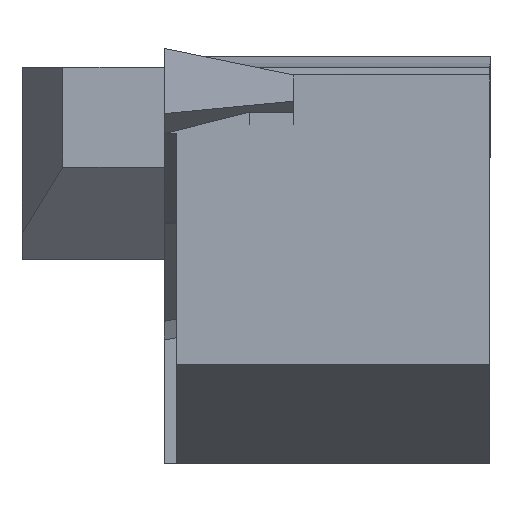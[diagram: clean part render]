
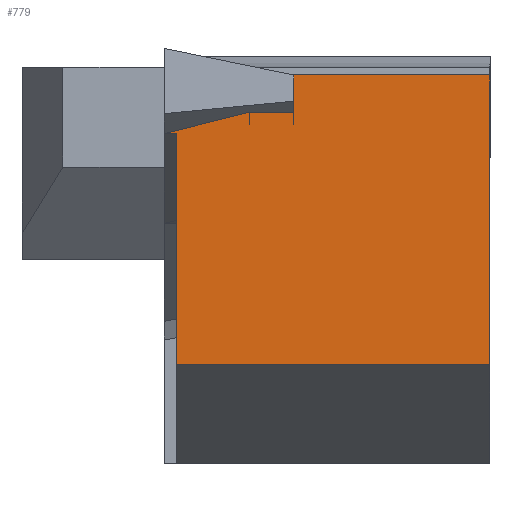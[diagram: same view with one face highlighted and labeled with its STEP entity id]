
A CAD part, left-side view. The second image highlights one B-rep face of the part: STEP entity #779.
In plain terms, the highlighted planar face has unit normal (-1, 0, -0.018).
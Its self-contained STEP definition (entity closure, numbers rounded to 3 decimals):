
#16 = VERTEX_POINT ( 'NONE', #19 ) ;
#19 = CARTESIAN_POINT ( 'NONE',  ( 0.655, 0., -1.891 ) ) ;
#43 = CARTESIAN_POINT ( 'NONE',  ( 0.754, -8., -7.573 ) ) ;
#44 = EDGE_LOOP ( 'NONE', ( #477, #511, #1522, #557, #1073, #1896, #1135, #1387, #59 ) ) ;
#48 = DIRECTION ( 'NONE',  ( -0.004, -0.97, 0.243 ) ) ;
#59 = ORIENTED_EDGE ( 'NONE', *, *, #1069, .F. ) ;
#72 = VECTOR ( 'NONE', #162, 1000. ) ;
#85 = VERTEX_POINT ( 'NONE', #1866 ) ;
#110 = VERTEX_POINT ( 'NONE', #1228 ) ;
#159 = EDGE_CURVE ( 'NONE', #606, #1103, #1829, .T. ) ;
#162 = DIRECTION ( 'NONE',  ( -0.017, 0., 1. ) ) ;
#173 = EDGE_CURVE ( 'NONE', #85, #110, #358, .T. ) ;
#251 = EDGE_CURVE ( 'NONE', #16, #1699, #1920, .T. ) ;
#293 = EDGE_CURVE ( 'NONE', #734, #1240, #1937, .T. ) ;
#315 = LINE ( 'NONE', #1539, #1599 ) ;
#358 = LINE ( 'NONE', #1130, #1572 ) ;
#366 = VECTOR ( 'NONE', #1096, 1000. ) ;
#477 = ORIENTED_EDGE ( 'NONE', *, *, #251, .F. ) ;
#511 = ORIENTED_EDGE ( 'NONE', *, *, #1441, .F. ) ;
#544 = CARTESIAN_POINT ( 'NONE',  ( 0.622, -8., 0.011 ) ) ;
#557 = ORIENTED_EDGE ( 'NONE', *, *, #654, .T. ) ;
#591 = CARTESIAN_POINT ( 'NONE',  ( 0.754, -0.3, -7.573 ) ) ;
#606 = VERTEX_POINT ( 'NONE', #1969 ) ;
#654 = EDGE_CURVE ( 'NONE', #734, #1119, #2085, .T. ) ;
#693 = VECTOR ( 'NONE', #1099, 1000. ) ;
#695 = CARTESIAN_POINT ( 'NONE',  ( 0.66, 1.11, -2.168 ) ) ;
#734 = VERTEX_POINT ( 'NONE', #591 ) ;
#739 = DIRECTION ( 'NONE',  ( 1., 0., 0.017 ) ) ;
#779 = ADVANCED_FACE ( 'NONE', ( #1793 ), #1668, .F. ) ;
#809 = DIRECTION ( 'NONE',  ( 0., 1., 0. ) ) ;
#831 = CARTESIAN_POINT ( 'NONE',  ( 0.655, -0.3, -1.891 ) ) ;
#968 = CARTESIAN_POINT ( 'NONE',  ( 0.63, 128.644, -0.452 ) ) ;
#1038 = LINE ( 'NONE', #1267, #693 ) ;
#1069 = EDGE_CURVE ( 'NONE', #1699, #110, #315, .T. ) ;
#1073 = ORIENTED_EDGE ( 'NONE', *, *, #1098, .T. ) ;
#1093 = CARTESIAN_POINT ( 'NONE',  ( 0.754, 128.644, -7.573 ) ) ;
#1096 = DIRECTION ( 'NONE',  ( 0., -1., 0. ) ) ;
#1098 = EDGE_CURVE ( 'NONE', #1119, #1103, #1555, .T. ) ;
#1099 = DIRECTION ( 'NONE',  ( 0.017, 0., -1. ) ) ;
#1103 = VERTEX_POINT ( 'NONE', #2049 ) ;
#1119 = VERTEX_POINT ( 'NONE', #43 ) ;
#1128 = VECTOR ( 'NONE', #48, 1000. ) ;
#1130 = CARTESIAN_POINT ( 'NONE',  ( 0.735, -3.18, -6.495 ) ) ;
#1135 = ORIENTED_EDGE ( 'NONE', *, *, #1226, .T. ) ;
#1197 = DIRECTION ( 'NONE',  ( 0., -1., 0. ) ) ;
#1199 = CARTESIAN_POINT ( 'NONE',  ( 0.754, 128.644, -7.573 ) ) ;
#1226 = EDGE_CURVE ( 'NONE', #606, #85, #1038, .T. ) ;
#1228 = CARTESIAN_POINT ( 'NONE',  ( 0.646, -3.18, -1.366 ) ) ;
#1240 = VERTEX_POINT ( 'NONE', #2097 ) ;
#1267 = CARTESIAN_POINT ( 'NONE',  ( 0.735, -3.18, -6.495 ) ) ;
#1387 = ORIENTED_EDGE ( 'NONE', *, *, #173, .T. ) ;
#1407 = AXIS2_PLACEMENT_3D ( 'NONE', #1093, #739, #1586 ) ;
#1441 = EDGE_CURVE ( 'NONE', #1240, #16, #1823, .T. ) ;
#1498 = CARTESIAN_POINT ( 'NONE',  ( 0.796, -0.3, -10. ) ) ;
#1522 = ORIENTED_EDGE ( 'NONE', *, *, #293, .F. ) ;
#1539 = CARTESIAN_POINT ( 'NONE',  ( 0.646, -3.18, -1.366 ) ) ;
#1555 = LINE ( 'NONE', #544, #1922 ) ;
#1561 = VECTOR ( 'NONE', #2130, 1000. ) ;
#1572 = VECTOR ( 'NONE', #1915, 1000. ) ;
#1586 = DIRECTION ( 'NONE',  ( 0.017, 0., -1. ) ) ;
#1599 = VECTOR ( 'NONE', #1197, 1000. ) ;
#1668 = PLANE ( 'NONE',  #1407 ) ;
#1679 = VECTOR ( 'NONE', #809, 1000. ) ;
#1699 = VERTEX_POINT ( 'NONE', #2151 ) ;
#1793 = FACE_OUTER_BOUND ( 'NONE', #44, .T. ) ;
#1823 = LINE ( 'NONE', #831, #1679 ) ;
#1829 = LINE ( 'NONE', #968, #1561 ) ;
#1866 = CARTESIAN_POINT ( 'NONE',  ( 0.641, -3.18, -1.096 ) ) ;
#1886 = DIRECTION ( 'NONE',  ( -0.017, 0., 1. ) ) ;
#1896 = ORIENTED_EDGE ( 'NONE', *, *, #159, .F. ) ;
#1915 = DIRECTION ( 'NONE',  ( 0.017, 0., -1. ) ) ;
#1920 = LINE ( 'NONE', #695, #1128 ) ;
#1922 = VECTOR ( 'NONE', #1886, 1000. ) ;
#1937 = LINE ( 'NONE', #1498, #72 ) ;
#1969 = CARTESIAN_POINT ( 'NONE',  ( 0.63, -3.18, -0.452 ) ) ;
#2049 = CARTESIAN_POINT ( 'NONE',  ( 0.63, -8., -0.452 ) ) ;
#2085 = LINE ( 'NONE', #1199, #366 ) ;
#2097 = CARTESIAN_POINT ( 'NONE',  ( 0.655, -0.3, -1.891 ) ) ;
#2130 = DIRECTION ( 'NONE',  ( 0., -1., 0. ) ) ;
#2151 = CARTESIAN_POINT ( 'NONE',  ( 0.646, -2.099, -1.366 ) ) ;
